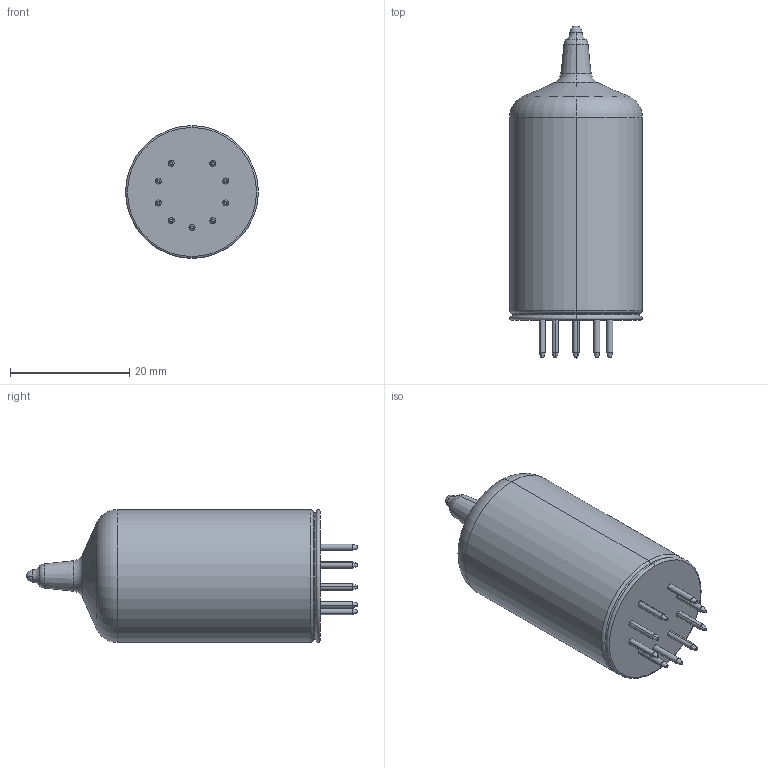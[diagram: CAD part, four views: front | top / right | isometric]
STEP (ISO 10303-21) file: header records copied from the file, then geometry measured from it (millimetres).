
FILE_DESCRIPTION (( 'STEP AP214' ), '1' );
FILE_NAME ('12AX7.STEP', '2020-04-20T22:29:42', ( '' ), ( '' ), 'SwSTEP 2.0', 'SolidWorks 2017', '' );
FILE_SCHEMA (( 'AUTOMOTIVE_DESIGN' ));
Length unit declared in the file: inch
Products named in the file (1): 12AX7
Bounding box: 22.23 x 55.56 x 22.23 mm (x, y, z)
Volume: 14829.6 mm3; surface area: 5124.3 mm2
Topology: 12 solids, 12 shells, 83 faces, 146 edges, 85 vertices
Faces by surface type: plane 23, cone 22, cylinder 20, torus 16, sphere 2
Entity records: 2157 total; most frequent: DIRECTION 414, CARTESIAN_POINT 313, ORIENTED_EDGE 288, AXIS2_PLACEMENT_3D 186, EDGE_CURVE 144, CIRCLE 102, VERTEX_POINT 85, FACE_OUTER_BOUND 83
